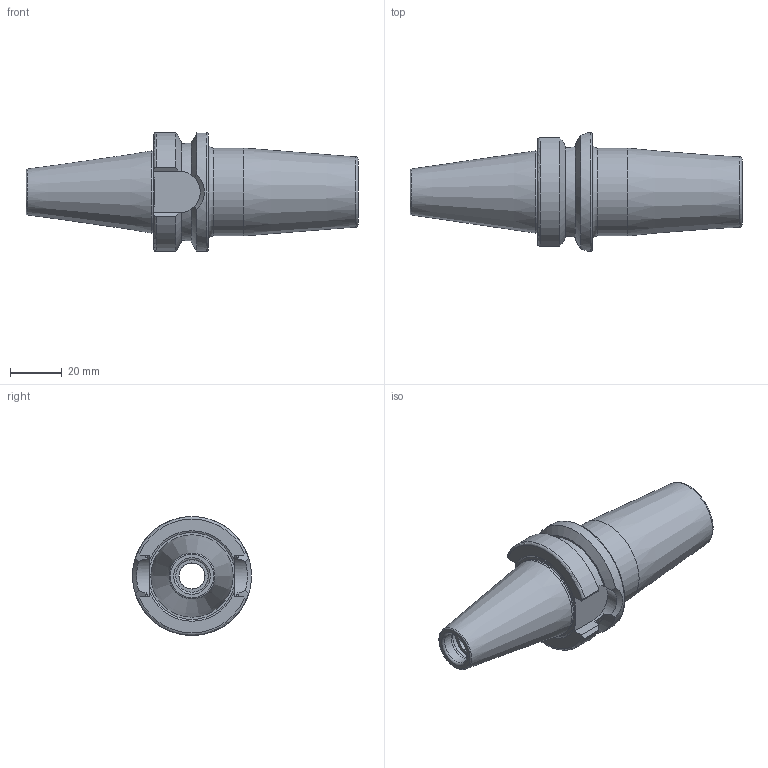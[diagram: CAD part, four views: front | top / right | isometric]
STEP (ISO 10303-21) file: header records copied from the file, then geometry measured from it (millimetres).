
FILE_DESCRIPTION(/* description */ (''),/* implementation_level */ '2;1');
FILE_NAME(/* name */ 'VD030.stp',/* time_stamp */ '2022-04-15T15:57:11+09:00',/* author */ ('eos'),/* organization */ (''),/* preprocessor_version */ 'ST-DEVELOPER v18.1',/* originating_system */ 'Autodesk Inventor 2022',/* authorisation */ '');
FILE_SCHEMA (('AUTOMOTIVE_DESIGN { 1 0 10303 214 3 1 1 }'));
Length unit declared in the file: millimetre
Products named in the file (1): CBT30
Bounding box: 128.4 x 46 x 46 mm (x, y, z)
Volume: 81215.1 mm3; surface area: 20483.2 mm2
Topology: 1 solids, 1 shells, 62 faces, 155 edges, 100 vertices
Faces by surface type: plane 23, cylinder 16, cone 12, torus 9, bspline 2
Full cylindrical faces by diameter (mm): 10 x1, 10.106 x1, 10.917 x1, 12.5 x1, 13.1 x1, 15.875 x1, 17.075 x1, 31.2 x1, 34 x1, 46 x1
Entity records: 2075 total; most frequent: CARTESIAN_POINT 575, ORIENTED_EDGE 310, DIRECTION 304, EDGE_CURVE 155, AXIS2_PLACEMENT_3D 125, VERTEX_POINT 100, EDGE_LOOP 69, CIRCLE 64
